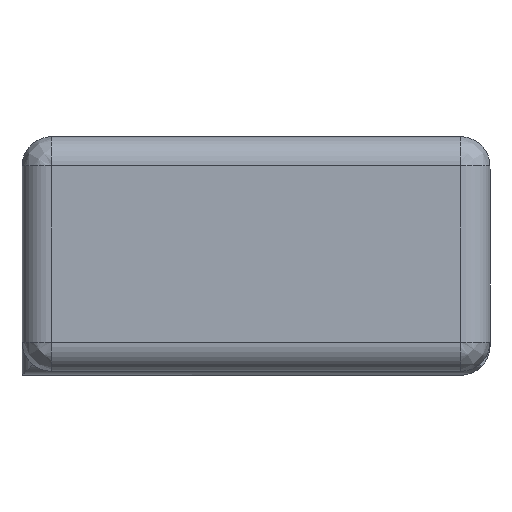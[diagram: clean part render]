
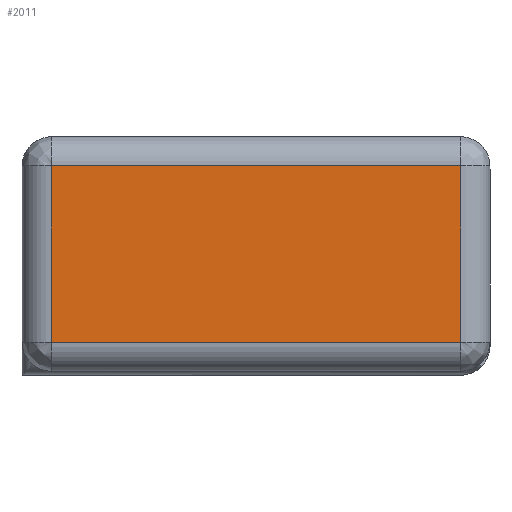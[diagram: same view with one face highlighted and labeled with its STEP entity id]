
A CAD part, left-side view. The second image highlights one B-rep face of the part: STEP entity #2011.
In plain terms, the highlighted planar face has unit normal (-1, 0, 0).
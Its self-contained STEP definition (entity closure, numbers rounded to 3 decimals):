
#19 = EDGE_CURVE ( 'NONE', #561, #717, #910, .T. ) ;
#23 = VECTOR ( 'NONE', #825, 1000. ) ;
#95 = DIRECTION ( 'NONE',  ( -1., 0., 0. ) ) ;
#369 = ORIENTED_EDGE ( 'NONE', *, *, #1457, .F. ) ;
#375 = FACE_OUTER_BOUND ( 'NONE', #888, .T. ) ;
#431 = ORIENTED_EDGE ( 'NONE', *, *, #2349, .F. ) ;
#437 = VECTOR ( 'NONE', #2058, 1000. ) ;
#444 = VERTEX_POINT ( 'NONE', #1361 ) ;
#455 = LINE ( 'NONE', #1312, #437 ) ;
#545 = PLANE ( 'NONE',  #2265 ) ;
#561 = VERTEX_POINT ( 'NONE', #962 ) ;
#717 = VERTEX_POINT ( 'NONE', #1158 ) ;
#749 = VECTOR ( 'NONE', #2149, 1000. ) ;
#798 = CARTESIAN_POINT ( 'NONE',  ( -0.581, 0.246, -0.4 ) ) ;
#825 = DIRECTION ( 'NONE',  ( 0., 0., -1. ) ) ;
#888 = EDGE_LOOP ( 'NONE', ( #369, #2127, #431, #1468 ) ) ;
#910 = LINE ( 'NONE', #1465, #1471 ) ;
#938 = CARTESIAN_POINT ( 'NONE',  ( -0.581, 1.746, -0.4 ) ) ;
#961 = DIRECTION ( 'NONE',  ( 0., -1., 0. ) ) ;
#962 = CARTESIAN_POINT ( 'NONE',  ( -0.581, 1.646, 0.601 ) ) ;
#1158 = CARTESIAN_POINT ( 'NONE',  ( -0.581, 1.646, -0.002 ) ) ;
#1312 = CARTESIAN_POINT ( 'NONE',  ( -0.581, 0.146, 0.601 ) ) ;
#1361 = CARTESIAN_POINT ( 'NONE',  ( -0.581, 0.246, -0.002 ) ) ;
#1390 = LINE ( 'NONE', #2321, #749 ) ;
#1457 = EDGE_CURVE ( 'NONE', #561, #2166, #455, .T. ) ;
#1465 = CARTESIAN_POINT ( 'NONE',  ( -0.581, 1.646, -0.4 ) ) ;
#1468 = ORIENTED_EDGE ( 'NONE', *, *, #1550, .F. ) ;
#1471 = VECTOR ( 'NONE', #1824, 1000. ) ;
#1550 = EDGE_CURVE ( 'NONE', #2166, #444, #1872, .T. ) ;
#1776 = CARTESIAN_POINT ( 'NONE',  ( -0.581, 0.246, 0.601 ) ) ;
#1824 = DIRECTION ( 'NONE',  ( 0., 0., -1. ) ) ;
#1872 = LINE ( 'NONE', #798, #23 ) ;
#2011 = ADVANCED_FACE ( 'NONE', ( #375 ), #545, .T. ) ;
#2058 = DIRECTION ( 'NONE',  ( 0., -1., 0. ) ) ;
#2127 = ORIENTED_EDGE ( 'NONE', *, *, #19, .T. ) ;
#2149 = DIRECTION ( 'NONE',  ( 0., 1., 0. ) ) ;
#2166 = VERTEX_POINT ( 'NONE', #1776 ) ;
#2265 = AXIS2_PLACEMENT_3D ( 'NONE', #938, #95, #961 ) ;
#2321 = CARTESIAN_POINT ( 'NONE',  ( -0.581, 1.746, -0.002 ) ) ;
#2349 = EDGE_CURVE ( 'NONE', #444, #717, #1390, .T. ) ;
